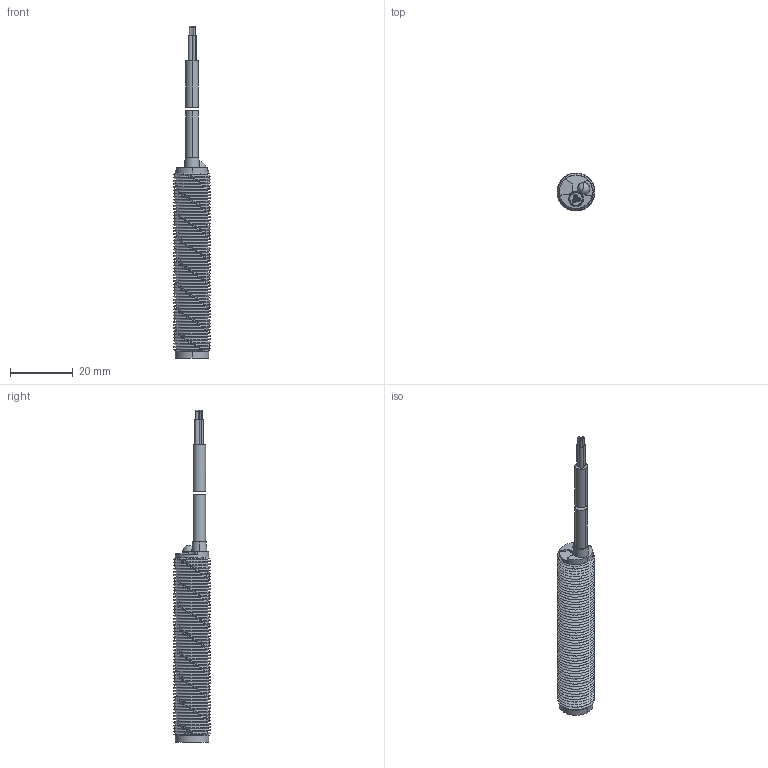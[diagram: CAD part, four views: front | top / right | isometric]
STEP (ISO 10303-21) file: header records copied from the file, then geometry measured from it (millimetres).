
FILE_DESCRIPTION( ('This file contains a STEP AP42 implementation' ,'as created by ZW3D STEP Interface translator.') ,'2;1' );
FILE_NAME( 'FCS1-1202X-X3LX.stp' ,'20 530. 85123', (''), ('ZWCAD Software Co.'), 'Version 1.0', 'ZW3D to STEP translator', '' );
FILE_SCHEMA(('AUTOMOTIVE_DESIGN'));
Length unit declared in the file: millimetre
Products named in the file (2): 0; FCS1-1202X-X3LX
Bounding box: 12 x 12 x 106 mm (x, y, z)
Volume: 6341.3 mm3; surface area: 5071 mm2
Topology: 2 solids, 2 shells, 209 faces, 577 edges, 372 vertices
Faces by surface type: bspline 209
Entity records: 17812 total; most frequent: CARTESIAN_POINT 14297, ORIENTED_EDGE 1142, EDGE_CURVE 571, B_SPLINE_CURVE_WITH_KNOTS 483, VERTEX_POINT 372, EDGE_LOOP 217, FACE_OUTER_BOUND 209, ADVANCED_FACE 209
